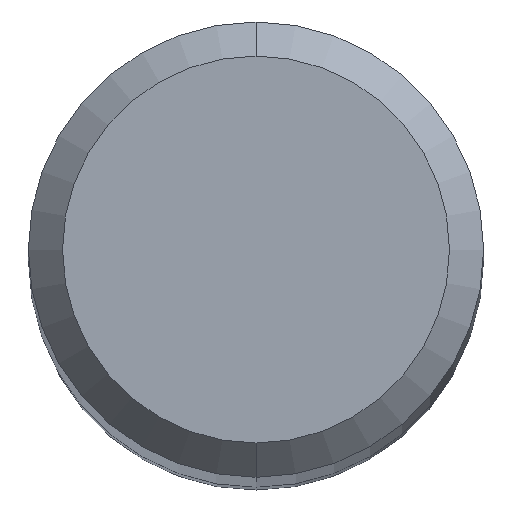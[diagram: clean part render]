
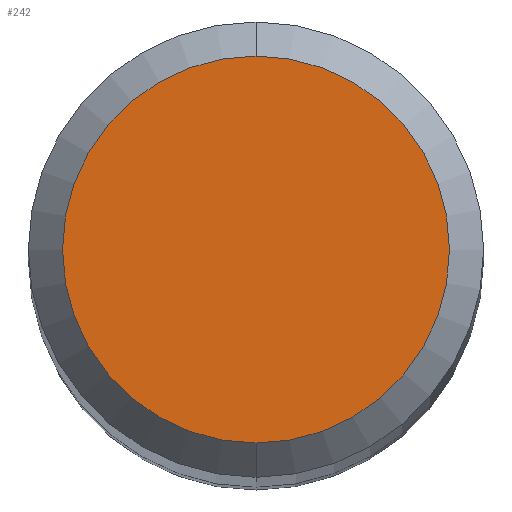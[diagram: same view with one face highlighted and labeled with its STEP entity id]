
A CAD part, top view. The second image highlights one B-rep face of the part: STEP entity #242.
In plain terms, the highlighted planar face has unit normal (0, 0, 1).
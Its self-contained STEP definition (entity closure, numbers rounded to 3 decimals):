
#224=EDGE_CURVE('',#236,#308,#533,.T.);
#236=VERTEX_POINT('',#546);
#242=ADVANCED_FACE('',(#552),#553,.T.);
#286=EDGE_CURVE('',#308,#236,#603,.T.);
#308=VERTEX_POINT('',#626);
#533=CIRCLE('',#879,1.7);
#546=CARTESIAN_POINT('',(0.,-1.7,0.0));
#552=FACE_OUTER_BOUND('',#906,.T.);
#553=PLANE('',#907);
#603=CIRCLE('',#985,1.7);
#626=CARTESIAN_POINT('',(0.0,1.7,0.0));
#879=AXIS2_PLACEMENT_3D('',#1504,#1505,#1506);
#906=EDGE_LOOP('',(#1518,#1519));
#907=AXIS2_PLACEMENT_3D('',#1520,#1521,#1522);
#985=AXIS2_PLACEMENT_3D('',#1574,#1575,#1576);
#1504=CARTESIAN_POINT('',(0.0,0.0,0.0));
#1505=DIRECTION('',(0.0,0.0,-1.0));
#1506=DIRECTION('',(0.0,1.0,0.0));
#1518=ORIENTED_EDGE('',*,*,#286,.F.);
#1519=ORIENTED_EDGE('',*,*,#224,.F.);
#1520=CARTESIAN_POINT('',(0.0,0.85,0.0));
#1521=DIRECTION('',(-0.0,0.0,1.0));
#1522=DIRECTION('',(0.0,-1.0,0.0));
#1574=CARTESIAN_POINT('',(0.0,0.0,0.0));
#1575=DIRECTION('',(0.0,0.0,-1.0));
#1576=DIRECTION('',(0.0,1.0,0.0));
